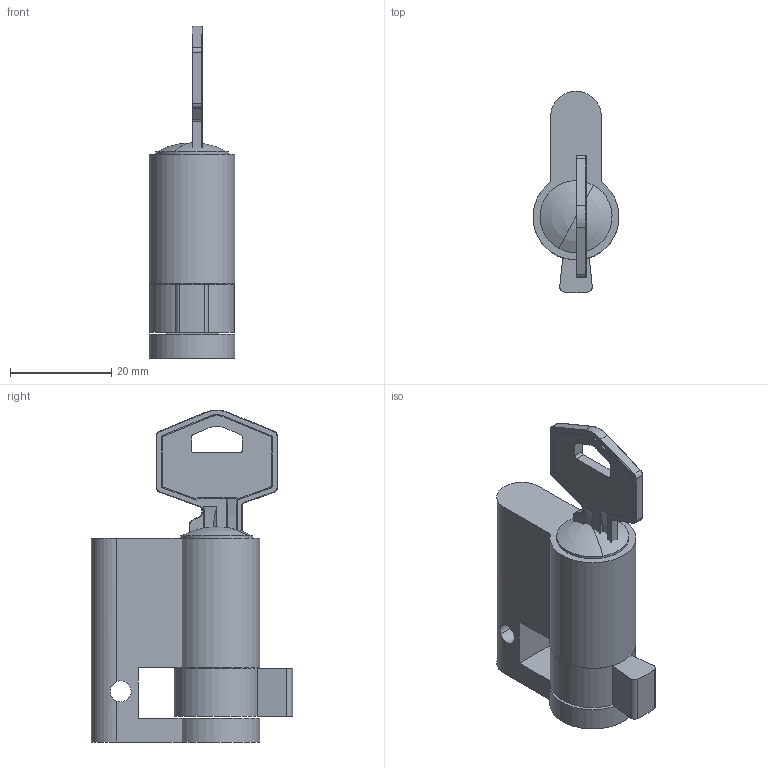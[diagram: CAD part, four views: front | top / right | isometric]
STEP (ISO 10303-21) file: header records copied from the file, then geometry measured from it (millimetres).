
FILE_DESCRIPTION(('CATIA V5 STEP Exchange','CAx-IF Rec.Pracs.--- Model Styling and Organization---1.5--- 2016-08-15','CAx-IF Rec.Pracs.---Supplemental Geometry---1.0---2011-11-01','CAx-IF Rec.Pracs.--- Composite Materials ---1.1---2010-07-15'),'2;1');
FILE_NAME('069795.stp','2024-12-11T07:52:13+00:00',('none'),('none'),'CATIA Version 5-6 Release 2020 SP5','CATIA V5 STEP AP214 v2','none');
FILE_SCHEMA(('AUTOMOTIVE_DESIGN { 1 0 10303 214 1 1 1 1 }'));
Length unit declared in the file: millimetre
Products named in the file (1): 0228769_AllCATPart
Bounding box: 16.95 x 39.78 x 65.58 mm (x, y, z)
Volume: 16002.3 mm3; surface area: 7134.9 mm2
Topology: 3 solids, 3 shells, 224 faces, 588 edges, 366 vertices
Faces by surface type: cylinder 95, plane 94, torus 28, sphere 3, bspline 3, cone 1
Entity records: 6846 total; most frequent: CARTESIAN_POINT 1704, ORIENTED_EDGE 1166, DIRECTION 852, EDGE_CURVE 583, VERTEX_POINT 366, VECTOR 344, LINE 344, AXIS2_PLACEMENT_3D 324
